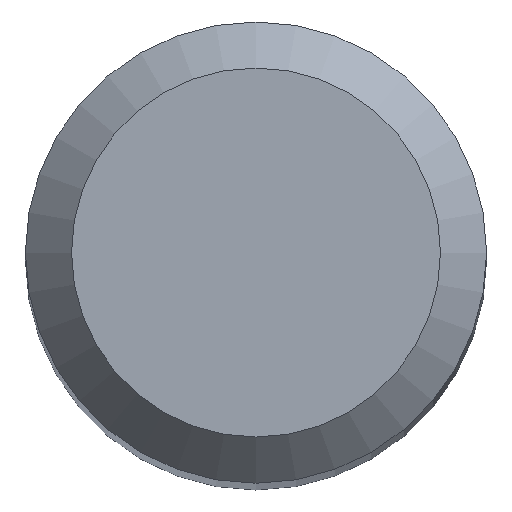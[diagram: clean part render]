
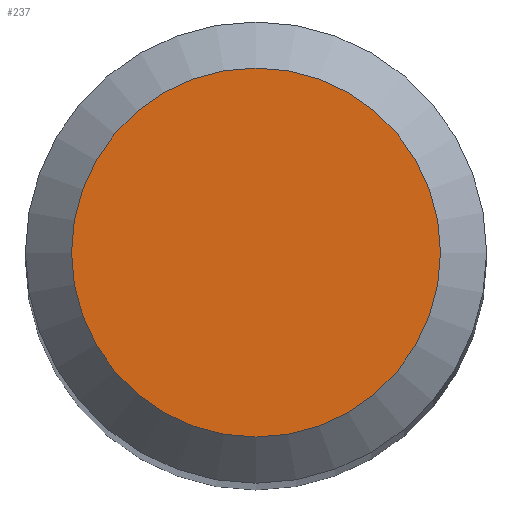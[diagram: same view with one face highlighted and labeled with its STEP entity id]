
A CAD part, top view. The second image highlights one B-rep face of the part: STEP entity #237.
In plain terms, the highlighted planar face has unit normal (0, 0, 1).
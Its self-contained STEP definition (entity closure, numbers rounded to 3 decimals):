
#15 = AXIS2_PLACEMENT_3D ( 'NONE', #181, #222, #154 ) ;
#53 = CIRCLE ( 'NONE', #265, 1.2 ) ;
#68 = FACE_OUTER_BOUND ( 'NONE', #198, .T. ) ;
#131 = CARTESIAN_POINT ( 'NONE',  ( 0., 0., 38. ) ) ;
#151 = PLANE ( 'NONE',  #15 ) ;
#154 = DIRECTION ( 'NONE',  ( 0., 1., 0. ) ) ;
#176 = CARTESIAN_POINT ( 'NONE',  ( 0., 1.2, 38. ) ) ;
#181 = CARTESIAN_POINT ( 'NONE',  ( 0., 0., 38. ) ) ;
#198 = EDGE_LOOP ( 'NONE', ( #215 ) ) ;
#202 = DIRECTION ( 'NONE',  ( 0., 1., 0. ) ) ;
#215 = ORIENTED_EDGE ( 'NONE', *, *, #230, .F. ) ;
#222 = DIRECTION ( 'NONE',  ( 0., 0., -1. ) ) ;
#224 = DIRECTION ( 'NONE',  ( 0., 0., -1. ) ) ;
#230 = EDGE_CURVE ( 'NONE', #281, #281, #53, .T. ) ;
#237 = ADVANCED_FACE ( 'NONE', ( #68 ), #151, .F. ) ;
#265 = AXIS2_PLACEMENT_3D ( 'NONE', #131, #224, #202 ) ;
#281 = VERTEX_POINT ( 'NONE', #176 ) ;
